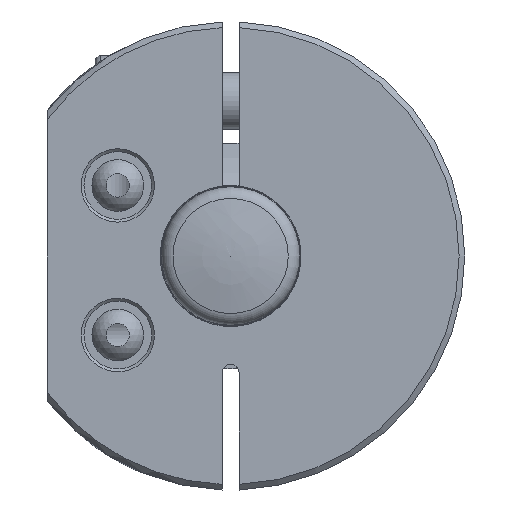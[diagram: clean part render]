
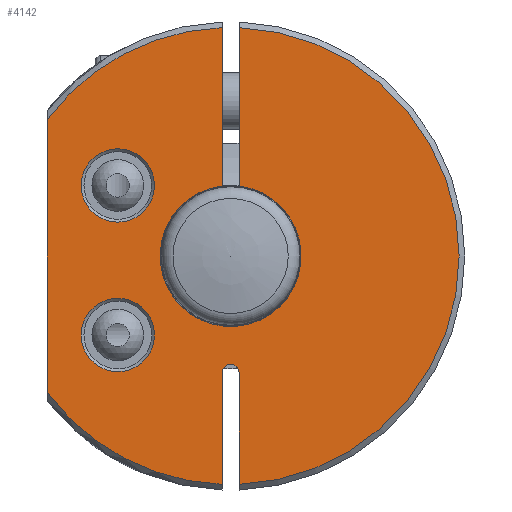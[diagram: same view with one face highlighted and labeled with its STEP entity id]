
A CAD part, left-side view. The second image highlights one B-rep face of the part: STEP entity #4142.
In plain terms, the highlighted planar face has unit normal (-1, 0, 0).
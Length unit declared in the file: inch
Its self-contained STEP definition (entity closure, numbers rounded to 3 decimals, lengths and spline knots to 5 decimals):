
#249=FACE_BOUND('',#1249,.T.);
#250=FACE_BOUND('',#1250,.T.);
#330=PLANE('',#4522);
#485=LINE('',#6946,#730);
#492=LINE('',#6991,#737);
#509=LINE('',#7199,#754);
#510=LINE('',#7202,#755);
#519=LINE('',#7351,#764);
#730=VECTOR('',#5197,0.3937);
#737=VECTOR('',#5216,0.3937);
#754=VECTOR('',#5319,0.3937);
#755=VECTOR('',#5322,0.3937);
#764=VECTOR('',#5379,0.3937);
#1018=FACE_OUTER_BOUND('',#1248,.T.);
#1248=EDGE_LOOP('',(#3261,#3262,#3263,#3264,#3265,#3266,#3267,#3268,#3269,
#3270));
#1249=EDGE_LOOP('',(#3271));
#1250=EDGE_LOOP('',(#3272));
#1421=CIRCLE('',#4417,1.59449);
#1434=CIRCLE('',#4436,0.49213);
#1441=CIRCLE('',#4447,1.59449);
#1468=CIRCLE('',#4496,1.59449);
#1469=CIRCLE('',#4500,0.05906);
#1479=CIRCLE('',#4517,0.25591);
#1483=CIRCLE('',#4523,0.25591);
#1721=VERTEX_POINT('',#6735);
#1724=VERTEX_POINT('',#6740);
#1745=VERTEX_POINT('',#6797);
#1746=VERTEX_POINT('',#6799);
#1760=VERTEX_POINT('',#6906);
#1761=VERTEX_POINT('',#6908);
#1811=VERTEX_POINT('',#7189);
#1812=VERTEX_POINT('',#7191);
#1813=VERTEX_POINT('',#7197);
#1814=VERTEX_POINT('',#7201);
#1831=VERTEX_POINT('',#7339);
#1835=VERTEX_POINT('',#7352);
#2204=EDGE_CURVE('',#1724,#1721,#1421,.T.);
#2227=EDGE_CURVE('',#1746,#1745,#1434,.T.);
#2247=EDGE_CURVE('',#1761,#1760,#1441,.T.);
#2257=EDGE_CURVE('',#1745,#1721,#485,.T.);
#2272=EDGE_CURVE('',#1761,#1746,#492,.T.);
#2323=EDGE_CURVE('',#1811,#1812,#1468,.T.);
#2326=EDGE_CURVE('',#1811,#1813,#509,.T.);
#2327=EDGE_CURVE('',#1814,#1760,#510,.T.);
#2329=EDGE_CURVE('',#1813,#1814,#1469,.T.);
#2352=EDGE_CURVE('',#1831,#1831,#1479,.T.);
#2358=EDGE_CURVE('',#1724,#1812,#519,.T.);
#2359=EDGE_CURVE('',#1835,#1835,#1483,.T.);
#3261=ORIENTED_EDGE('',*,*,#2327,.T.);
#3262=ORIENTED_EDGE('',*,*,#2247,.F.);
#3263=ORIENTED_EDGE('',*,*,#2272,.T.);
#3264=ORIENTED_EDGE('',*,*,#2227,.T.);
#3265=ORIENTED_EDGE('',*,*,#2257,.T.);
#3266=ORIENTED_EDGE('',*,*,#2204,.F.);
#3267=ORIENTED_EDGE('',*,*,#2358,.T.);
#3268=ORIENTED_EDGE('',*,*,#2323,.F.);
#3269=ORIENTED_EDGE('',*,*,#2326,.T.);
#3270=ORIENTED_EDGE('',*,*,#2329,.T.);
#3271=ORIENTED_EDGE('',*,*,#2352,.F.);
#3272=ORIENTED_EDGE('',*,*,#2359,.F.);
#4142=ADVANCED_FACE('',(#1018,#249,#250),#330,.T.);
#4417=AXIS2_PLACEMENT_3D('',#6744,#5111,#5112);
#4436=AXIS2_PLACEMENT_3D('',#6800,#5157,#5158);
#4447=AXIS2_PLACEMENT_3D('',#6910,#5187,#5188);
#4496=AXIS2_PLACEMENT_3D('',#7192,#5314,#5315);
#4500=AXIS2_PLACEMENT_3D('',#7205,#5326,#5327);
#4517=AXIS2_PLACEMENT_3D('',#7340,#5365,#5366);
#4522=AXIS2_PLACEMENT_3D('',#7350,#5377,#5378);
#4523=AXIS2_PLACEMENT_3D('',#7353,#5380,#5381);
#5111=DIRECTION('center_axis',(1.,0.,0.));
#5112=DIRECTION('ref_axis',(0.,-1.,0.));
#5157=DIRECTION('center_axis',(1.,0.,0.));
#5158=DIRECTION('ref_axis',(0.,0.,-1.));
#5187=DIRECTION('center_axis',(1.,0.,0.));
#5188=DIRECTION('ref_axis',(0.,-1.,0.));
#5197=DIRECTION('',(0.,0.,1.));
#5216=DIRECTION('',(0.,0.,-1.));
#5314=DIRECTION('center_axis',(1.,0.,0.));
#5315=DIRECTION('ref_axis',(0.,-1.,0.));
#5319=DIRECTION('',(0.,0.,1.));
#5322=DIRECTION('',(0.,0.,-1.));
#5326=DIRECTION('center_axis',(1.,0.,0.));
#5327=DIRECTION('ref_axis',(0.,0.,-1.));
#5365=DIRECTION('center_axis',(-1.,0.,0.));
#5366=DIRECTION('ref_axis',(0.,0.,-1.));
#5377=DIRECTION('center_axis',(-1.,0.,0.));
#5378=DIRECTION('ref_axis',(0.,0.,1.));
#5379=DIRECTION('',(0.,0.,-1.));
#5380=DIRECTION('center_axis',(-1.,0.,0.));
#5381=DIRECTION('ref_axis',(0.,0.,-1.));
#6735=CARTESIAN_POINT('',(-1.81102,0.05906,1.59339));
#6740=CARTESIAN_POINT('',(-1.81102,1.27953,0.95142));
#6744=CARTESIAN_POINT('Origin',(-1.81102,0.,
0.));
#6797=CARTESIAN_POINT('',(-1.81102,0.05906,0.48857));
#6799=CARTESIAN_POINT('',(-1.81102,-0.05906,0.48857));
#6800=CARTESIAN_POINT('Origin',(-1.81102,0.,
0.));
#6906=CARTESIAN_POINT('',(-1.81102,-0.05906,-1.59339));
#6908=CARTESIAN_POINT('',(-1.81102,-0.05906,1.59339));
#6910=CARTESIAN_POINT('Origin',(-1.81102,0.,
0.));
#6946=CARTESIAN_POINT('',(-1.81102,0.05906,0.46595));
#6991=CARTESIAN_POINT('',(-1.81102,-0.05906,0.46595));
#7189=CARTESIAN_POINT('',(-1.81102,0.05906,-1.59339));
#7191=CARTESIAN_POINT('',(-1.81102,1.27953,-0.95142));
#7192=CARTESIAN_POINT('Origin',(-1.81102,0.,
0.));
#7197=CARTESIAN_POINT('',(-1.81102,0.05906,-0.81363));
#7199=CARTESIAN_POINT('',(-1.81102,0.05906,-0.40681));
#7201=CARTESIAN_POINT('',(-1.81102,-0.05906,-0.81363));
#7202=CARTESIAN_POINT('',(-1.81102,-0.05906,-0.86941));
#7205=CARTESIAN_POINT('Origin',(-1.81102,0.,
-0.81363));
#7339=CARTESIAN_POINT('',(-1.81102,0.7874,-0.29528));
#7340=CARTESIAN_POINT('Origin',(-1.81102,0.7874,-0.55118));
#7350=CARTESIAN_POINT('Origin',(-1.81102,0.81693,0.));
#7351=CARTESIAN_POINT('',(-1.81102,1.27953,-0.72835));
#7352=CARTESIAN_POINT('',(-1.81102,0.7874,0.74803));
#7353=CARTESIAN_POINT('Origin',(-1.81102,0.7874,0.49213));
